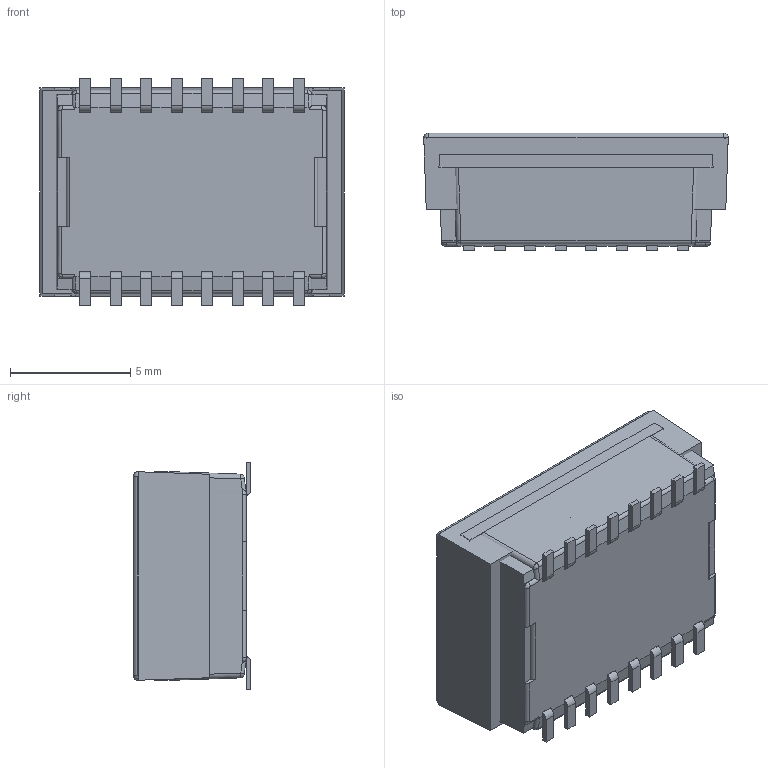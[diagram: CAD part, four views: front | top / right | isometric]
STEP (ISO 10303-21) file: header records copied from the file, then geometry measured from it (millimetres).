
FILE_DESCRIPTION((''),'2;1');
FILE_NAME('UTA16A21_ASM','2023-03-06T',('Administrator'),(''),'PRO/ENGINEER BY PARAMETRIC TECHNOLOGY CORPORATION, 2008380','PRO/ENGINEER BY PARAMETRIC TECHNOLOGY CORPORATION, 2008380','');
FILE_SCHEMA(('CONFIG_CONTROL_DESIGN'));
Length unit declared in the file: millimetre
Products named in the file (27): NONE-1904; NONE-8055; NONE-9512; 16PIN____-20210510-_____________ASM; NONE-157; NONE-526; NONE-3095; NONE-4095; NONE-4150; NONE-5215; NONE-5526; NONE-6958; ____2_STEP_ASM; NONE-1301; NONE-3658; NONE-3724; NONE-5783; NONE-5981; NONE-6275; NONE-6583; NONE-7259; ____1_STEP_ASM; 16PIN____-20211019-A0_______AF0; 16PIN-20211019-A0_________-_AF0_ASM; 16PIN-20211019-A0_________-5479_ASM; _UTA16A21; UTA16A21_ASM
Assembly tree (26 placements, depth 5):
  UTA16A21_ASM
    16PIN-20211019-A0_________-5479_ASM
      16PIN-20211019-A0_________-_AF0_ASM
        16PIN____-20210510-_____________ASM
          NONE-1904
          NONE-8055
          NONE-9512
        ____2_STEP_ASM
          NONE-157
          NONE-526
          NONE-3095
          NONE-4095
          NONE-4150
          NONE-5215
          NONE-5526
          NONE-6958
        ____1_STEP_ASM
          NONE-1301
          NONE-3658
          NONE-3724
          NONE-5783
          NONE-5981
          NONE-6275
          NONE-6583
          NONE-7259
        16PIN____-20211019-A0_______AF0
    _UTA16A21
Bounding box: 12.69 x 4.9 x 9.49 mm (x, y, z)
Surface area: 739.5 mm2
Topology: 19 solids, 20 shells, 980 faces, 2659 edges, 1746 vertices
Faces by surface type: plane 894, cylinder 42, extrusion 28, bspline 10, sphere 6
Entity records: 31697 total; most frequent: CARTESIAN_POINT 6613, ORIENTED_EDGE 5298, DIRECTION 4673, EDGE_CURVE 2653, VECTOR 2509, LINE 2481, VERTEX_POINT 1746, AXIS2_PLACEMENT_3D 1082
